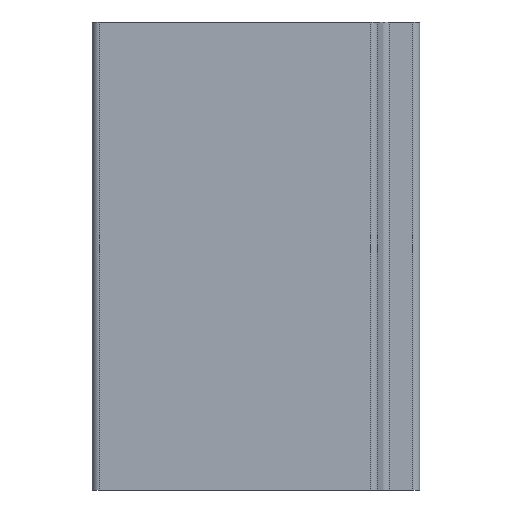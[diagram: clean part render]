
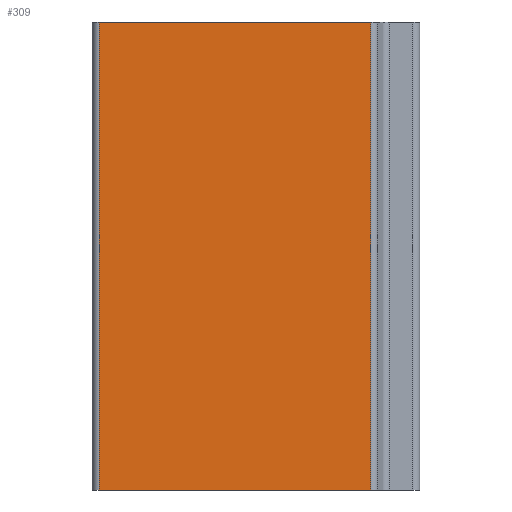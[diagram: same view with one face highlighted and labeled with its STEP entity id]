
A CAD part, front view. The second image highlights one B-rep face of the part: STEP entity #309.
In plain terms, the highlighted planar face has unit normal (0, -1, 0).
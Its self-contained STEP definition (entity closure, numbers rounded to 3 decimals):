
#43=FACE_OUTER_BOUND('',#60,.T.);
#60=EDGE_LOOP('',(#222,#223,#224,#225));
#81=LINE('',#493,#110);
#82=LINE('',#496,#111);
#83=LINE('',#498,#112);
#84=LINE('',#499,#113);
#110=VECTOR('',#395,10.);
#111=VECTOR('',#398,10.);
#112=VECTOR('',#399,10.);
#113=VECTOR('',#400,10.);
#139=VERTEX_POINT('',#489);
#140=VERTEX_POINT('',#491);
#141=VERTEX_POINT('',#495);
#142=VERTEX_POINT('',#497);
#173=EDGE_CURVE('',#139,#140,#81,.T.);
#174=EDGE_CURVE('',#141,#139,#82,.T.);
#175=EDGE_CURVE('',#142,#140,#83,.T.);
#176=EDGE_CURVE('',#141,#142,#84,.T.);
#222=ORIENTED_EDGE('',*,*,#174,.T.);
#223=ORIENTED_EDGE('',*,*,#173,.T.);
#224=ORIENTED_EDGE('',*,*,#175,.F.);
#225=ORIENTED_EDGE('',*,*,#176,.F.);
#298=PLANE('',#344);
#309=ADVANCED_FACE('',(#43),#298,.T.);
#344=AXIS2_PLACEMENT_3D('',#494,#396,#397);
#395=DIRECTION('',(0.,0.,1.));
#396=DIRECTION('center_axis',(0.,-1.,0.));
#397=DIRECTION('ref_axis',(1.,0.,0.));
#398=DIRECTION('',(1.,0.,0.));
#399=DIRECTION('',(1.,0.,0.));
#400=DIRECTION('',(0.,0.,1.));
#489=CARTESIAN_POINT('',(58.022,0.,0.));
#491=CARTESIAN_POINT('',(58.022,0.,200.));
#493=CARTESIAN_POINT('',(58.022,0.,0.));
#494=CARTESIAN_POINT('Origin',(-58.022,0.,0.));
#495=CARTESIAN_POINT('',(-58.022,0.,0.));
#496=CARTESIAN_POINT('',(-58.022,0.,0.));
#497=CARTESIAN_POINT('',(-58.022,0.,200.));
#498=CARTESIAN_POINT('',(-58.022,0.,200.));
#499=CARTESIAN_POINT('',(-58.022,0.,0.));
